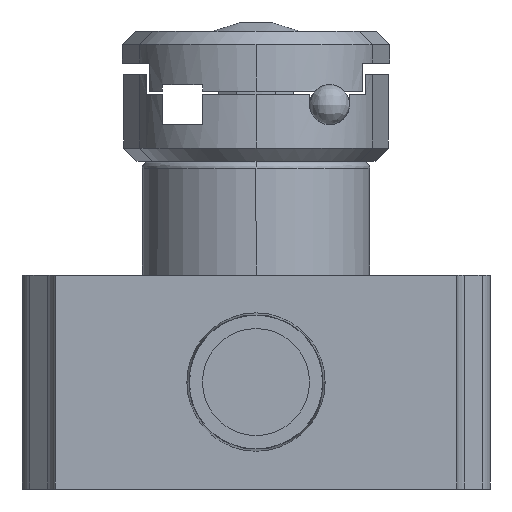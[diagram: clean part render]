
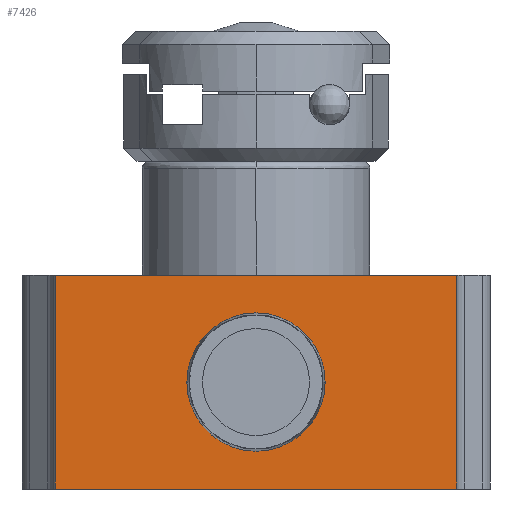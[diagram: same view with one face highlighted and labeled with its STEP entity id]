
A CAD part, front view. The second image highlights one B-rep face of the part: STEP entity #7426.
In plain terms, the highlighted planar face has unit normal (0, -1, 0).
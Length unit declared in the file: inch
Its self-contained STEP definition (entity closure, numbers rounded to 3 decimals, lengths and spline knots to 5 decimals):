
#208 = CARTESIAN_POINT ( 'NONE',  ( 0.20359, -1.5748, 0.31496 ) ) ;
#218 = DIRECTION ( 'NONE',  ( 0., -1., 0. ) ) ;
#296 = CARTESIAN_POINT ( 'NONE',  ( -0.59055, -1.5748, 0. ) ) ;
#823 = EDGE_CURVE ( 'NONE', #6159, #2339, #8405, .T. ) ;
#912 = DIRECTION ( 'NONE',  ( 1., 0., 0. ) ) ;
#939 = DIRECTION ( 'NONE',  ( 1., 0., 0. ) ) ;
#1022 = VERTEX_POINT ( 'NONE', #2811 ) ;
#1151 = CARTESIAN_POINT ( 'NONE',  ( 0.59055, -1.5748, 0.05906 ) ) ;
#1446 = CARTESIAN_POINT ( 'NONE',  ( -0.59055, -1.5748, 0.62992 ) ) ;
#1539 = LINE ( 'NONE', #8449, #2085 ) ;
#1622 = PLANE ( 'NONE',  #7802 ) ;
#1696 = CARTESIAN_POINT ( 'NONE',  ( -0.20359, -1.5748, 0.31496 ) ) ;
#2085 = VECTOR ( 'NONE', #9081, 39.37008 ) ;
#2339 = VERTEX_POINT ( 'NONE', #7456 ) ;
#2580 = ORIENTED_EDGE ( 'NONE', *, *, #823, .T. ) ;
#2717 = EDGE_LOOP ( 'NONE', ( #6957, #8506 ) ) ;
#2811 = CARTESIAN_POINT ( 'NONE',  ( -0.59055, -1.5748, 0. ) ) ;
#3137 = CIRCLE ( 'NONE', #5688, 0.20359 ) ;
#3462 = CIRCLE ( 'NONE', #5751, 0.20359 ) ;
#3592 = ORIENTED_EDGE ( 'NONE', *, *, #5169, .F. ) ;
#3702 = CARTESIAN_POINT ( 'NONE',  ( 0., -1.5748, 0.31496 ) ) ;
#4181 = EDGE_LOOP ( 'NONE', ( #3592, #6372, #2580, #6683 ) ) ;
#4408 = CARTESIAN_POINT ( 'NONE',  ( 0.59055, -1.5748, 0. ) ) ;
#4418 = VECTOR ( 'NONE', #912, 39.37008 ) ;
#4518 = EDGE_CURVE ( 'NONE', #1022, #6159, #6301, .T. ) ;
#5013 = VERTEX_POINT ( 'NONE', #1446 ) ;
#5025 = EDGE_CURVE ( 'NONE', #5892, #5112, #3137, .T. ) ;
#5112 = VERTEX_POINT ( 'NONE', #1696 ) ;
#5169 = EDGE_CURVE ( 'NONE', #1022, #5013, #9042, .T. ) ;
#5547 = VECTOR ( 'NONE', #6045, 39.37008 ) ;
#5688 = AXIS2_PLACEMENT_3D ( 'NONE', #3702, #8013, #939 ) ;
#5751 = AXIS2_PLACEMENT_3D ( 'NONE', #6518, #8740, #7970 ) ;
#5892 = VERTEX_POINT ( 'NONE', #208 ) ;
#6045 = DIRECTION ( 'NONE',  ( 0., 0., 1. ) ) ;
#6068 = DIRECTION ( 'NONE',  ( -1., 0., 0. ) ) ;
#6159 = VERTEX_POINT ( 'NONE', #7090 ) ;
#6301 = LINE ( 'NONE', #4408, #4418 ) ;
#6368 = FACE_BOUND ( 'NONE', #2717, .T. ) ;
#6372 = ORIENTED_EDGE ( 'NONE', *, *, #4518, .T. ) ;
#6518 = CARTESIAN_POINT ( 'NONE',  ( 0., -1.5748, 0.31496 ) ) ;
#6683 = ORIENTED_EDGE ( 'NONE', *, *, #8767, .T. ) ;
#6852 = DIRECTION ( 'NONE',  ( 0., 0., 1. ) ) ;
#6957 = ORIENTED_EDGE ( 'NONE', *, *, #5025, .T. ) ;
#7090 = CARTESIAN_POINT ( 'NONE',  ( 0.59055, -1.5748, 0. ) ) ;
#7426 = ADVANCED_FACE ( 'NONE', ( #6368, #8071 ), #1622, .T. ) ;
#7456 = CARTESIAN_POINT ( 'NONE',  ( 0.59055, -1.5748, 0.62992 ) ) ;
#7612 = VECTOR ( 'NONE', #6852, 39.37008 ) ;
#7802 = AXIS2_PLACEMENT_3D ( 'NONE', #8704, #218, #6068 ) ;
#7970 = DIRECTION ( 'NONE',  ( 1., 0., 0. ) ) ;
#8013 = DIRECTION ( 'NONE',  ( 0., 1., 0. ) ) ;
#8071 = FACE_OUTER_BOUND ( 'NONE', #4181, .T. ) ;
#8405 = LINE ( 'NONE', #1151, #7612 ) ;
#8449 = CARTESIAN_POINT ( 'NONE',  ( -0.68898, -1.5748, 0.62992 ) ) ;
#8506 = ORIENTED_EDGE ( 'NONE', *, *, #8629, .T. ) ;
#8629 = EDGE_CURVE ( 'NONE', #5112, #5892, #3462, .T. ) ;
#8704 = CARTESIAN_POINT ( 'NONE',  ( 0.59055, -1.5748, 0.05906 ) ) ;
#8740 = DIRECTION ( 'NONE',  ( 0., 1., 0. ) ) ;
#8767 = EDGE_CURVE ( 'NONE', #2339, #5013, #1539, .T. ) ;
#9042 = LINE ( 'NONE', #296, #5547 ) ;
#9081 = DIRECTION ( 'NONE',  ( -1., 0., 0. ) ) ;
